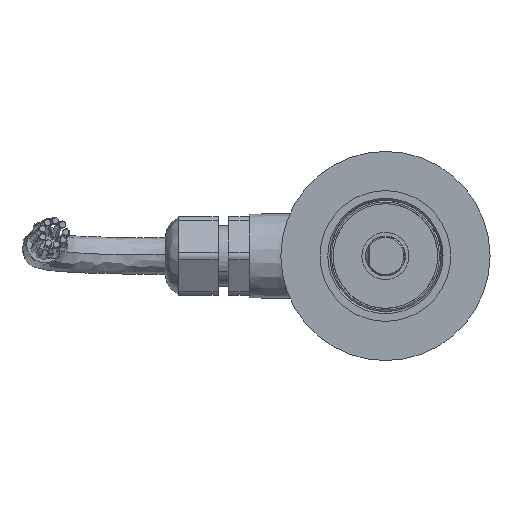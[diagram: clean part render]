
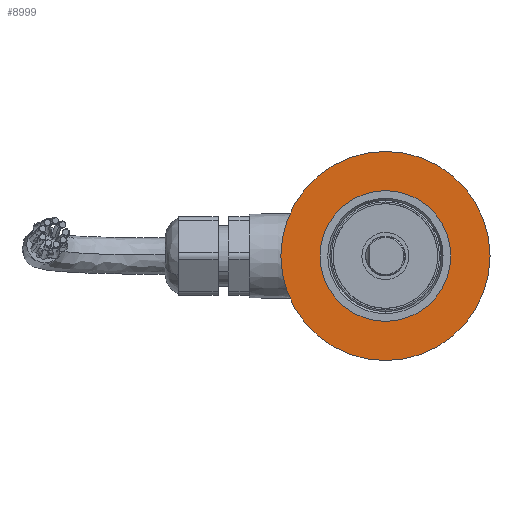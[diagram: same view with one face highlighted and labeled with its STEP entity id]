
A CAD part, front view. The second image highlights one B-rep face of the part: STEP entity #8999.
In plain terms, the highlighted planar face has unit normal (0, -1, 0).
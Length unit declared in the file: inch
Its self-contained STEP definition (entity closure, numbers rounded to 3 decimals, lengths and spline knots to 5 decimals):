
#81 = CARTESIAN_POINT ( 'NONE',  ( 0., -0.3, -0.62475 ) ) ;
#260 = DIRECTION ( 'NONE',  ( 0., 1., 0. ) ) ;
#628 = DIRECTION ( 'NONE',  ( 0., 0., -1. ) ) ;
#806 = EDGE_CURVE ( 'NONE', #8324, #10829, #15423, .T. ) ;
#1008 = CARTESIAN_POINT ( 'NONE',  ( 0., -0.3, 0.9995 ) ) ;
#1467 = EDGE_CURVE ( 'NONE', #10829, #8324, #10651, .T. ) ;
#1682 = EDGE_CURVE ( 'NONE', #8913, #16536, #13360, .T. ) ;
#2447 = CARTESIAN_POINT ( 'NONE',  ( 0., -0.3, 0. ) ) ;
#2803 = AXIS2_PLACEMENT_3D ( 'NONE', #7320, #9993, #10155 ) ;
#3549 = CARTESIAN_POINT ( 'NONE',  ( 0., -0.3, 0. ) ) ;
#3664 = DIRECTION ( 'NONE',  ( 0., 1., 0. ) ) ;
#5315 = ORIENTED_EDGE ( 'NONE', *, *, #1682, .F. ) ;
#5768 = ORIENTED_EDGE ( 'NONE', *, *, #9110, .F. ) ;
#6017 = FACE_OUTER_BOUND ( 'NONE', #9678, .T. ) ;
#7320 = CARTESIAN_POINT ( 'NONE',  ( 0., -0.3, 0. ) ) ;
#7375 = CARTESIAN_POINT ( 'NONE',  ( 0., -0.3, -0.62475 ) ) ;
#8324 = VERTEX_POINT ( 'NONE', #10215 ) ;
#8545 = PLANE ( 'NONE',  #9936 ) ;
#8913 = VERTEX_POINT ( 'NONE', #14671 ) ;
#8999 = ADVANCED_FACE ( 'NONE', ( #12456, #6017 ), #8545, .T. ) ;
#9110 = EDGE_CURVE ( 'NONE', #16536, #8913, #11611, .T. ) ;
#9113 = DIRECTION ( 'NONE',  ( 0., 1., 0. ) ) ;
#9678 = EDGE_LOOP ( 'NONE', ( #5315, #5768 ) ) ;
#9936 = AXIS2_PLACEMENT_3D ( 'NONE', #7375, #13931, #628 ) ;
#9993 = DIRECTION ( 'NONE',  ( 0., 1., 0. ) ) ;
#10155 = DIRECTION ( 'NONE',  ( 0., 0., 1. ) ) ;
#10215 = CARTESIAN_POINT ( 'NONE',  ( 0., -0.3, 0.62475 ) ) ;
#10476 = ORIENTED_EDGE ( 'NONE', *, *, #806, .T. ) ;
#10484 = DIRECTION ( 'NONE',  ( 0., 0., -1. ) ) ;
#10651 = CIRCLE ( 'NONE', #2803, 0.62475 ) ;
#10829 = VERTEX_POINT ( 'NONE', #81 ) ;
#10832 = EDGE_LOOP ( 'NONE', ( #10476, #15506 ) ) ;
#11611 = CIRCLE ( 'NONE', #15035, 0.9995 ) ;
#12011 = DIRECTION ( 'NONE',  ( 0., 0., -1. ) ) ;
#12456 = FACE_BOUND ( 'NONE', #10832, .T. ) ;
#13128 = AXIS2_PLACEMENT_3D ( 'NONE', #2447, #9113, #10484 ) ;
#13344 = CARTESIAN_POINT ( 'NONE',  ( 0., -0.3, 0. ) ) ;
#13360 = CIRCLE ( 'NONE', #13128, 0.9995 ) ;
#13931 = DIRECTION ( 'NONE',  ( 0., -1., 0. ) ) ;
#14671 = CARTESIAN_POINT ( 'NONE',  ( 0., -0.3, -0.9995 ) ) ;
#14789 = AXIS2_PLACEMENT_3D ( 'NONE', #3549, #3664, #15495 ) ;
#15035 = AXIS2_PLACEMENT_3D ( 'NONE', #13344, #260, #12011 ) ;
#15423 = CIRCLE ( 'NONE', #14789, 0.62475 ) ;
#15495 = DIRECTION ( 'NONE',  ( 0., 0., 1. ) ) ;
#15506 = ORIENTED_EDGE ( 'NONE', *, *, #1467, .T. ) ;
#16536 = VERTEX_POINT ( 'NONE', #1008 ) ;
